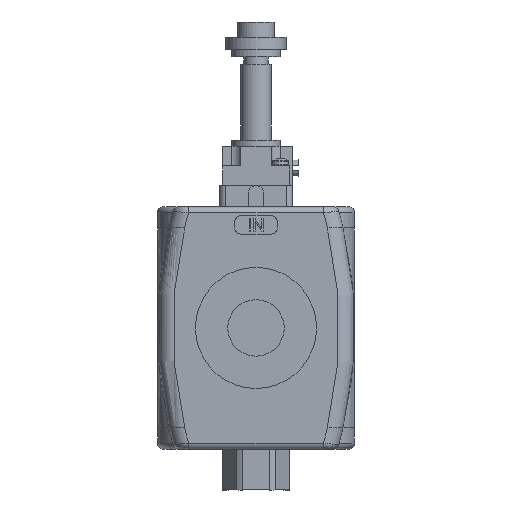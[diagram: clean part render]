
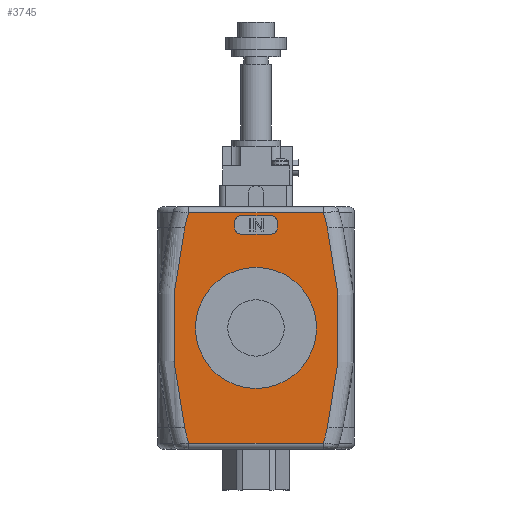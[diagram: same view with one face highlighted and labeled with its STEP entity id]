
A CAD part, left-side view. The second image highlights one B-rep face of the part: STEP entity #3745.
In plain terms, the highlighted planar face has unit normal (-1, 0, 0).
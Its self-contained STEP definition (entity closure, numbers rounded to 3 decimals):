
#1760=CARTESIAN_POINT('',(-31.5,23.555,-33.));
#1761=VERTEX_POINT('',#1760);
#1794=CARTESIAN_POINT('',(-31.5,22.244,-38.0));
#1795=VERTEX_POINT('',#1794);
#1804=CARTESIAN_POINT('',(-31.5,-112.5,0.0));
#1805=DIRECTION('',(1.0,0.0,0.0));
#1806=DIRECTION('',(0.0,1.0,0.0));
#1807=AXIS2_PLACEMENT_3D('',#1804,#1805,#1806);
#1808=CIRCLE('',#1807,140.);
#1809=EDGE_CURVE('',#1795,#1761,#1808,.T.);
#2151=CARTESIAN_POINT('',(-31.5,23.555,33.0));
#2152=VERTEX_POINT('',#2151);
#2153=CARTESIAN_POINT('',(-31.5,-112.5,0.0));
#2154=DIRECTION('',(1.0,0.0,0.0));
#2155=DIRECTION('',(0.0,1.0,0.0));
#2156=AXIS2_PLACEMENT_3D('',#2153,#2154,#2155);
#2157=CIRCLE('',#2156,140.);
#2158=EDGE_CURVE('',#1761,#2152,#2157,.T.);
#2703=CARTESIAN_POINT('',(-31.5,-23.555,-33.));
#2704=VERTEX_POINT('',#2703);
#2735=CARTESIAN_POINT('',(-31.5,-23.555,33.));
#2736=VERTEX_POINT('',#2735);
#2758=CARTESIAN_POINT('',(-31.5,112.5,0.0));
#2759=DIRECTION('',(1.0,0.0,0.0));
#2760=DIRECTION('',(0.0,-1.0,0.0));
#2761=AXIS2_PLACEMENT_3D('',#2758,#2759,#2760);
#2762=CIRCLE('',#2761,140.);
#2763=EDGE_CURVE('',#2736,#2704,#2762,.T.);
#2995=CARTESIAN_POINT('',(-31.5,-22.244,38.0));
#2996=VERTEX_POINT('',#2995);
#3006=CARTESIAN_POINT('',(-31.5,112.5,0.0));
#3007=DIRECTION('',(1.0,0.0,0.0));
#3008=DIRECTION('',(0.0,-1.0,0.0));
#3009=AXIS2_PLACEMENT_3D('',#3006,#3007,#3008);
#3010=CIRCLE('',#3009,140.);
#3011=EDGE_CURVE('',#2996,#2736,#3010,.T.);
#3440=CARTESIAN_POINT('',(-31.5,22.244,38.));
#3441=VERTEX_POINT('',#3440);
#3476=CARTESIAN_POINT('',(-31.5,22.244,38.0));
#3477=DIRECTION('',(0.0,-1.0,0.0));
#3478=VECTOR('',#3477,44.488);
#3479=LINE('',#3476,#3478);
#3480=EDGE_CURVE('',#3441,#2996,#3479,.T.);
#3617=CARTESIAN_POINT('',(-31.5,-22.244,-38.));
#3618=VERTEX_POINT('',#3617);
#3619=CARTESIAN_POINT('',(-31.5,112.5,0.0));
#3620=DIRECTION('',(1.0,0.0,0.0));
#3621=DIRECTION('',(0.0,-1.0,0.0));
#3622=AXIS2_PLACEMENT_3D('',#3619,#3620,#3621);
#3623=CIRCLE('',#3622,140.);
#3624=EDGE_CURVE('',#2704,#3618,#3623,.T.);
#3638=CARTESIAN_POINT('',(-31.5,-32.5,0.0));
#3639=DIRECTION('',(-1.0,0.0,0.0));
#3640=DIRECTION('',(0.0,0.0,1.0));
#3641=AXIS2_PLACEMENT_3D('',#3638,#3639,#3640);
#3642=PLANE('',#3641);
#3643=ORIENTED_EDGE('',*,*,#3480,.F.);
#3644=CARTESIAN_POINT('',(-31.5,-112.5,0.0));
#3645=DIRECTION('',(1.0,0.0,0.0));
#3646=DIRECTION('',(0.0,1.0,0.0));
#3647=AXIS2_PLACEMENT_3D('',#3644,#3645,#3646);
#3648=CIRCLE('',#3647,140.);
#3649=EDGE_CURVE('',#2152,#3441,#3648,.T.);
#3650=ORIENTED_EDGE('',*,*,#3649,.F.);
#3651=ORIENTED_EDGE('',*,*,#2158,.F.);
#3652=ORIENTED_EDGE('',*,*,#1809,.F.);
#3653=CARTESIAN_POINT('',(-31.5,-22.244,-38.0));
#3654=DIRECTION('',(0.0,1.0,0.0));
#3655=VECTOR('',#3654,44.488);
#3656=LINE('',#3653,#3655);
#3657=EDGE_CURVE('',#3618,#1795,#3656,.T.);
#3658=ORIENTED_EDGE('',*,*,#3657,.F.);
#3659=ORIENTED_EDGE('',*,*,#3624,.F.);
#3660=ORIENTED_EDGE('',*,*,#2763,.F.);
#3661=ORIENTED_EDGE('',*,*,#3011,.F.);
#3662=EDGE_LOOP('',(#3643,#3650,#3651,#3652,#3658,#3659,#3660,#3661));
#3663=FACE_OUTER_BOUND('',#3662,.T.);
#3664=CARTESIAN_POINT('',(-31.5,7.,35.));
#3665=VERTEX_POINT('',#3664);
#3666=CARTESIAN_POINT('',(-31.5,5.,37.0));
#3667=VERTEX_POINT('',#3666);
#3668=CARTESIAN_POINT('',(-31.5,5.,35.));
#3669=DIRECTION('',(1.0,0.0,0.0));
#3670=DIRECTION('',(0.0,0.0,-1.0));
#3671=AXIS2_PLACEMENT_3D('',#3668,#3669,#3670);
#3672=CIRCLE('',#3671,2.);
#3673=EDGE_CURVE('',#3665,#3667,#3672,.T.);
#3674=ORIENTED_EDGE('',*,*,#3673,.T.);
#3675=CARTESIAN_POINT('',(-31.5,-5.,37.0));
#3676=VERTEX_POINT('',#3675);
#3677=CARTESIAN_POINT('',(-31.5,5.,37.0));
#3678=DIRECTION('',(0.0,-1.0,0.0));
#3679=VECTOR('',#3678,10.);
#3680=LINE('',#3677,#3679);
#3681=EDGE_CURVE('',#3667,#3676,#3680,.T.);
#3682=ORIENTED_EDGE('',*,*,#3681,.T.);
#3683=CARTESIAN_POINT('',(-31.5,-7.,35.));
#3684=VERTEX_POINT('',#3683);
#3685=CARTESIAN_POINT('',(-31.5,-5.,35.));
#3686=DIRECTION('',(1.0,0.0,0.0));
#3687=DIRECTION('',(0.0,1.0,0.0));
#3688=AXIS2_PLACEMENT_3D('',#3685,#3686,#3687);
#3689=CIRCLE('',#3688,2.);
#3690=EDGE_CURVE('',#3676,#3684,#3689,.T.);
#3691=ORIENTED_EDGE('',*,*,#3690,.T.);
#3692=CARTESIAN_POINT('',(-31.5,-7.,33.));
#3693=VERTEX_POINT('',#3692);
#3694=CARTESIAN_POINT('',(-31.5,-7.,35.0));
#3695=DIRECTION('',(0.0,0.0,-1.0));
#3696=VECTOR('',#3695,2.);
#3697=LINE('',#3694,#3696);
#3698=EDGE_CURVE('',#3684,#3693,#3697,.T.);
#3699=ORIENTED_EDGE('',*,*,#3698,.T.);
#3700=CARTESIAN_POINT('',(-31.5,-5.,31.));
#3701=VERTEX_POINT('',#3700);
#3702=CARTESIAN_POINT('',(-31.5,-5.,33.));
#3703=DIRECTION('',(1.0,0.0,0.0));
#3704=DIRECTION('',(0.0,0.0,1.0));
#3705=AXIS2_PLACEMENT_3D('',#3702,#3703,#3704);
#3706=CIRCLE('',#3705,2.);
#3707=EDGE_CURVE('',#3693,#3701,#3706,.T.);
#3708=ORIENTED_EDGE('',*,*,#3707,.T.);
#3709=CARTESIAN_POINT('',(-31.5,5.,31.));
#3710=VERTEX_POINT('',#3709);
#3711=CARTESIAN_POINT('',(-31.5,-5.,31.));
#3712=DIRECTION('',(0.0,1.0,0.0));
#3713=VECTOR('',#3712,10.0);
#3714=LINE('',#3711,#3713);
#3715=EDGE_CURVE('',#3701,#3710,#3714,.T.);
#3716=ORIENTED_EDGE('',*,*,#3715,.T.);
#3717=CARTESIAN_POINT('',(-31.5,7.,33.));
#3718=VERTEX_POINT('',#3717);
#3719=CARTESIAN_POINT('',(-31.5,5.,33.));
#3720=DIRECTION('',(1.0,0.0,0.0));
#3721=DIRECTION('',(0.0,-1.0,0.0));
#3722=AXIS2_PLACEMENT_3D('',#3719,#3720,#3721);
#3723=CIRCLE('',#3722,2.);
#3724=EDGE_CURVE('',#3710,#3718,#3723,.T.);
#3725=ORIENTED_EDGE('',*,*,#3724,.T.);
#3726=CARTESIAN_POINT('',(-31.5,7.,33.));
#3727=DIRECTION('',(0.0,0.0,1.0));
#3728=VECTOR('',#3727,2.0);
#3729=LINE('',#3726,#3728);
#3730=EDGE_CURVE('',#3718,#3665,#3729,.T.);
#3731=ORIENTED_EDGE('',*,*,#3730,.T.);
#3732=EDGE_LOOP('',(#3674,#3682,#3691,#3699,#3708,#3716,#3725,#3731));
#3733=FACE_BOUND('',#3732,.T.);
#3734=CARTESIAN_POINT('',(-31.5,0.0,-20.));
#3735=VERTEX_POINT('',#3734);
#3736=CARTESIAN_POINT('',(-31.5,0.0,0.0));
#3737=DIRECTION('',(1.0,0.0,0.0));
#3738=DIRECTION('',(0.0,0.0,-1.0));
#3739=AXIS2_PLACEMENT_3D('',#3736,#3737,#3738);
#3740=CIRCLE('',#3739,20.);
#3741=EDGE_CURVE('',#3735,#3735,#3740,.T.);
#3742=ORIENTED_EDGE('',*,*,#3741,.T.);
#3743=EDGE_LOOP('',(#3742));
#3744=FACE_BOUND('',#3743,.T.);
#3745=ADVANCED_FACE('',(#3663,#3733,#3744),#3642,.T.);
